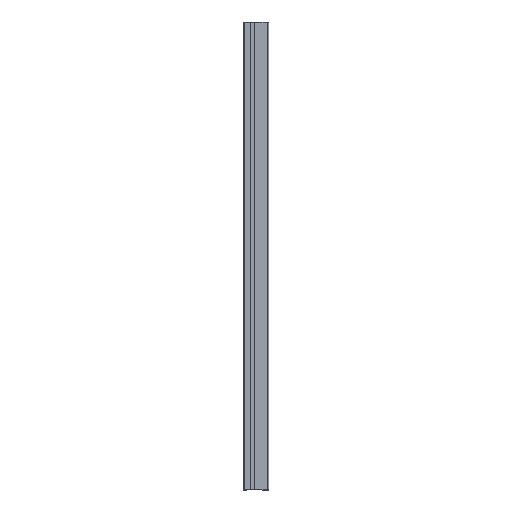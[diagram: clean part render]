
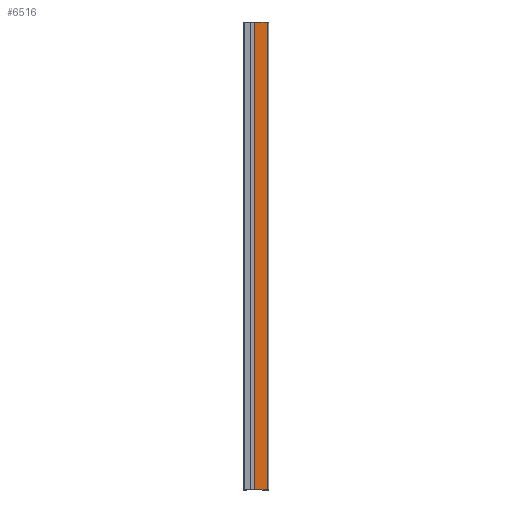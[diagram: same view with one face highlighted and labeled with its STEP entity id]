
A CAD part, left-side view. The second image highlights one B-rep face of the part: STEP entity #6516.
In plain terms, the highlighted face is planar.
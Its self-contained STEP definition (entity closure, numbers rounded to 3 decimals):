
#3312=ORIENTED_EDGE('',*,*,#4669,.T.);
#3313=ORIENTED_EDGE('',*,*,#4670,.F.);
#3314=ORIENTED_EDGE('',*,*,#4666,.F.);
#3315=ORIENTED_EDGE('',*,*,#4671,.T.);
#3880=VECTOR('',#5300,1.);
#3883=VECTOR('',#5305,1.);
#3884=VECTOR('',#5306,1.);
#3885=VECTOR('',#5307,1.);
#4168=LINE('',#5888,#3880);
#4171=LINE('',#5894,#3883);
#4172=LINE('',#5895,#3884);
#4173=LINE('',#5896,#3885);
#4416=VERTEX_POINT('',#5886);
#4417=VERTEX_POINT('',#5887);
#4418=VERTEX_POINT('',#5892);
#4419=VERTEX_POINT('',#5893);
#4666=EDGE_CURVE('',#4416,#4417,#4168,.T.);
#4669=EDGE_CURVE('',#4418,#4419,#4171,.T.);
#4670=EDGE_CURVE('',#4417,#4419,#4172,.T.);
#4671=EDGE_CURVE('',#4416,#4418,#4173,.T.);
#4888=EDGE_LOOP('',(#3312,#3313,#3314,#3315));
#5006=FACE_BOUND('',#4888,.T.);
#5300=DIRECTION('',(-1000.,0.,0.));
#5303=DIRECTION('',(0.,0.,-1.));
#5304=DIRECTION('',(0.,1.,0.));
#5305=DIRECTION('',(-1000.,0.,0.));
#5306=DIRECTION('',(0.,-26.9,0.));
#5307=DIRECTION('',(0.,-26.9,0.));
#5886=CARTESIAN_POINT('',(1000.,15.9,-40.));
#5887=CARTESIAN_POINT('',(0.,15.9,-40.));
#5888=CARTESIAN_POINT('',(1000.,15.9,-40.));
#5891=CARTESIAN_POINT('',(1000.,-11.,-40.));
#5892=CARTESIAN_POINT('',(1000.,-11.,-40.));
#5893=CARTESIAN_POINT('',(0.,-11.,-40.));
#5894=CARTESIAN_POINT('',(1000.,-11.,-40.));
#5895=CARTESIAN_POINT('',(0.,15.9,-40.));
#5896=CARTESIAN_POINT('',(1000.,15.9,-40.));
#6294=AXIS2_PLACEMENT_3D('',#5891,#5303,#5304);
#6419=PLANE('',#6294);
#6516=ADVANCED_FACE('',(#5006),#6419,.T.);
